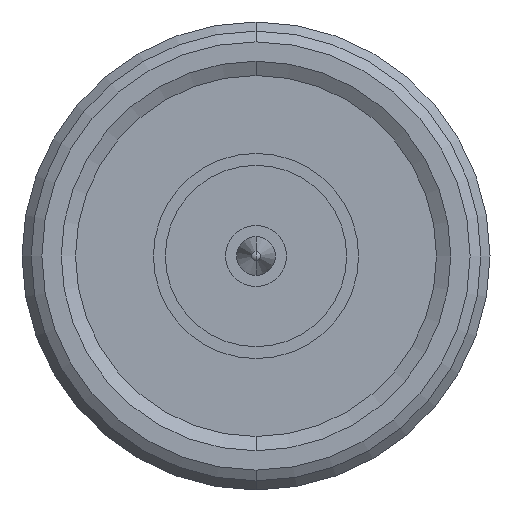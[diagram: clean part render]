
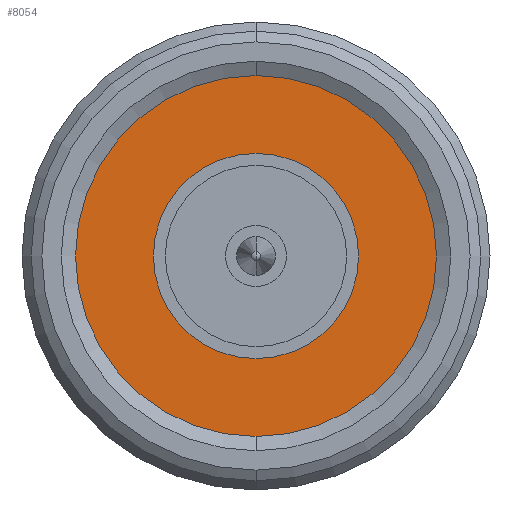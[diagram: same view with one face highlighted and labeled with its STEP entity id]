
A CAD part, left-side view. The second image highlights one B-rep face of the part: STEP entity #8054.
In plain terms, the highlighted face is planar.
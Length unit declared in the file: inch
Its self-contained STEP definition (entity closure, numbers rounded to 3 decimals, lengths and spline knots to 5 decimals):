
#101 = ORIENTED_EDGE ( 'NONE', *, *, #2551, .T. ) ;
#114 = DIRECTION ( 'NONE',  ( 1., 0., 0. ) ) ;
#548 = CIRCLE ( 'NONE', #4145, 0.17268 ) ;
#652 = CIRCLE ( 'NONE', #5664, 0.17268 ) ;
#752 = VERTEX_POINT ( 'NONE', #3743 ) ;
#908 = DIRECTION ( 'NONE',  ( -1., 0., 0. ) ) ;
#1144 = EDGE_CURVE ( 'NONE', #7788, #752, #5718, .T. ) ;
#1627 = CARTESIAN_POINT ( 'NONE',  ( 0.0218, 0., 0. ) ) ;
#1992 = DIRECTION ( 'NONE',  ( -1., 0., 0. ) ) ;
#2009 = EDGE_LOOP ( 'NONE', ( #7634, #6604 ) ) ;
#2356 = DIRECTION ( 'NONE',  ( 0., 0., -1. ) ) ;
#2392 = DIRECTION ( 'NONE',  ( -1., 0., 0. ) ) ;
#2551 = EDGE_CURVE ( 'NONE', #7671, #4049, #548, .T. ) ;
#2907 = EDGE_CURVE ( 'NONE', #752, #7788, #9103, .T. ) ;
#3129 = DIRECTION ( 'NONE',  ( 0., 0., 1. ) ) ;
#3483 = EDGE_LOOP ( 'NONE', ( #4988, #101 ) ) ;
#3560 = CARTESIAN_POINT ( 'NONE',  ( 0.0218, 0., 0.17268 ) ) ;
#3743 = CARTESIAN_POINT ( 'NONE',  ( 0.0218, 0., 0.35915 ) ) ;
#4049 = VERTEX_POINT ( 'NONE', #3560 ) ;
#4145 = AXIS2_PLACEMENT_3D ( 'NONE', #6809, #2392, #3129 ) ;
#4374 = DIRECTION ( 'NONE',  ( -1., 0., 0. ) ) ;
#4700 = CARTESIAN_POINT ( 'NONE',  ( 0.0218, 0., -0.35915 ) ) ;
#4951 = CARTESIAN_POINT ( 'NONE',  ( 0.0218, 0., 0. ) ) ;
#4988 = ORIENTED_EDGE ( 'NONE', *, *, #6728, .T. ) ;
#5664 = AXIS2_PLACEMENT_3D ( 'NONE', #4951, #1992, #9303 ) ;
#5718 = CIRCLE ( 'NONE', #5943, 0.35915 ) ;
#5936 = AXIS2_PLACEMENT_3D ( 'NONE', #6001, #114, #2356 ) ;
#5943 = AXIS2_PLACEMENT_3D ( 'NONE', #7228, #4374, #9550 ) ;
#6001 = CARTESIAN_POINT ( 'NONE',  ( 0.0218, 0., 0. ) ) ;
#6358 = DIRECTION ( 'NONE',  ( 0., 0., 1. ) ) ;
#6604 = ORIENTED_EDGE ( 'NONE', *, *, #1144, .F. ) ;
#6668 = AXIS2_PLACEMENT_3D ( 'NONE', #1627, #908, #6358 ) ;
#6728 = EDGE_CURVE ( 'NONE', #4049, #7671, #652, .T. ) ;
#6809 = CARTESIAN_POINT ( 'NONE',  ( 0.0218, 0., 0. ) ) ;
#6842 = PLANE ( 'NONE',  #5936 ) ;
#7228 = CARTESIAN_POINT ( 'NONE',  ( 0.0218, 0., 0. ) ) ;
#7634 = ORIENTED_EDGE ( 'NONE', *, *, #2907, .F. ) ;
#7671 = VERTEX_POINT ( 'NONE', #9588 ) ;
#7711 = FACE_OUTER_BOUND ( 'NONE', #2009, .T. ) ;
#7788 = VERTEX_POINT ( 'NONE', #4700 ) ;
#8054 = ADVANCED_FACE ( 'NONE', ( #8189, #7711 ), #6842, .T. ) ;
#8189 = FACE_BOUND ( 'NONE', #3483, .T. ) ;
#9103 = CIRCLE ( 'NONE', #6668, 0.35915 ) ;
#9303 = DIRECTION ( 'NONE',  ( 0., 0., 1. ) ) ;
#9550 = DIRECTION ( 'NONE',  ( 0., 0., 1. ) ) ;
#9588 = CARTESIAN_POINT ( 'NONE',  ( 0.0218, 0., -0.17268 ) ) ;
